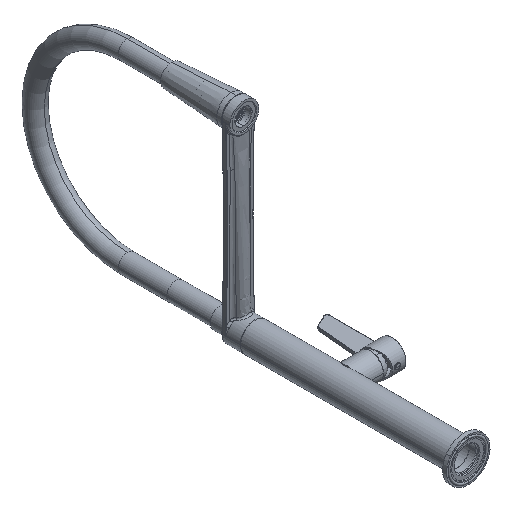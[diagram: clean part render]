
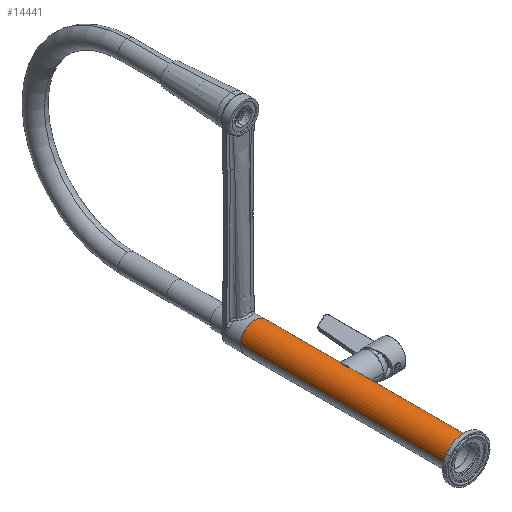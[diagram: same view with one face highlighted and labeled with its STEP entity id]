
A CAD part, isometric view. The second image highlights one B-rep face of the part: STEP entity #14441.
In plain terms, the highlighted cylindrical face has radius 18 mm (diameter 36 mm), a partial arc.
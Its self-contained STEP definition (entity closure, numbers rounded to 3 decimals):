
#452 = VERTEX_POINT ( 'NONE', #31355 ) ;
#994 = ORIENTED_EDGE ( 'NONE', *, *, #8574, .T. ) ;
#1518 = CARTESIAN_POINT ( 'NONE',  ( 8.264, 162.608, 15.991 ) ) ;
#1630 = CARTESIAN_POINT ( 'NONE',  ( 10.917, 169.19, 14.327 ) ) ;
#1733 = CARTESIAN_POINT ( 'NONE',  ( 9.799, 156.689, 15.102 ) ) ;
#1851 = CARTESIAN_POINT ( 'NONE',  ( 17.866, 146.15, 2.261 ) ) ;
#2102 = CARTESIAN_POINT ( 'NONE',  ( 0., 5., 0. ) ) ;
#2356 = ORIENTED_EDGE ( 'NONE', *, *, #7942, .F. ) ;
#3743 = EDGE_CURVE ( 'NONE', #24772, #12290, #11603, .T. ) ;
#4006 = CIRCLE ( 'NONE', #7404, 18. ) ;
#4051 = CARTESIAN_POINT ( 'NONE',  ( 8.37, 163.462, 15.936 ) ) ;
#4155 = CARTESIAN_POINT ( 'NONE',  ( 17.449, 177.378, 4.453 ) ) ;
#4253 = VERTEX_POINT ( 'NONE', #11636 ) ;
#4267 = CARTESIAN_POINT ( 'NONE',  ( 10.069, 156.211, 14.924 ) ) ;
#4379 = CARTESIAN_POINT ( 'NONE',  ( 17.864, 177.847, 2.282 ) ) ;
#4497 = CARTESIAN_POINT ( 'NONE',  ( 16.975, 176.838, 6.01 ) ) ;
#5356 = FACE_OUTER_BOUND ( 'NONE', #6030, .T. ) ;
#5399 = ORIENTED_EDGE ( 'NONE', *, *, #22490, .F. ) ;
#6030 = EDGE_LOOP ( 'NONE', ( #27933, #2356, #11462, #994, #12583, #5399 ) ) ;
#6297 = CARTESIAN_POINT ( 'NONE',  ( 18., 265., 0. ) ) ;
#6586 = CARTESIAN_POINT ( 'NONE',  ( 14.41, 150.175, 10.824 ) ) ;
#6693 = CARTESIAN_POINT ( 'NONE',  ( 8.302, 160.895, 15.972 ) ) ;
#6815 = CARTESIAN_POINT ( 'NONE',  ( 11.49, 153.98, 13.879 ) ) ;
#6920 = CARTESIAN_POINT ( 'NONE',  ( 8.247, 162.318, 15.999 ) ) ;
#7036 = CARTESIAN_POINT ( 'NONE',  ( 13.262, 151.61, 12.178 ) ) ;
#7404 = AXIS2_PLACEMENT_3D ( 'NONE', #28480, #26033, #11030 ) ;
#7942 = EDGE_CURVE ( 'NONE', #17318, #24772, #4006, .T. ) ;
#8407 = CARTESIAN_POINT ( 'NONE',  ( 18., 265., 0. ) ) ;
#8574 = EDGE_CURVE ( 'NONE', #18549, #4253, #17702, .T. ) ;
#9011 = DIRECTION ( 'NONE',  ( 0., -1., 0. ) ) ;
#9083 = CARTESIAN_POINT ( 'NONE',  ( 9.303, 157.672, 15.412 ) ) ;
#9194 = CARTESIAN_POINT ( 'NONE',  ( 8.537, 159.777, 15.847 ) ) ;
#9299 = CARTESIAN_POINT ( 'NONE',  ( 15.931, 148.369, 8.395 ) ) ;
#9412 = CARTESIAN_POINT ( 'NONE',  ( 9.076, 158.178, 15.546 ) ) ;
#9896 = CARTESIAN_POINT ( 'NONE',  ( -18., 5., 0. ) ) ;
#11030 = DIRECTION ( 'NONE',  ( 1., 0., 0. ) ) ;
#11170 = AXIS2_PLACEMENT_3D ( 'NONE', #2102, #17192, #12089 ) ;
#11462 = ORIENTED_EDGE ( 'NONE', *, *, #24613, .T. ) ;
#11514 = CARTESIAN_POINT ( 'NONE',  ( 11.505, 170.041, 13.867 ) ) ;
#11603 = LINE ( 'NONE', #24110, #25721 ) ;
#11611 = CARTESIAN_POINT ( 'NONE',  ( 13.556, 151.239, 11.851 ) ) ;
#11636 = CARTESIAN_POINT ( 'NONE',  ( 18., 5., 0. ) ) ;
#11723 = CARTESIAN_POINT ( 'NONE',  ( 10.094, 167.833, 14.907 ) ) ;
#11837 = CARTESIAN_POINT ( 'NONE',  ( 17.469, 146.599, 4.484 ) ) ;
#11950 = CARTESIAN_POINT ( 'NONE',  ( 8.707, 164.837, 15.756 ) ) ;
#12089 = DIRECTION ( 'NONE',  ( 1., 0., 0. ) ) ;
#12290 = VERTEX_POINT ( 'NONE', #29414 ) ;
#12583 = ORIENTED_EDGE ( 'NONE', *, *, #29398, .F. ) ;
#12683 = DIRECTION ( 'NONE',  ( 0., -1., 0. ) ) ;
#13354 = B_SPLINE_CURVE_WITH_KNOTS ( 'NONE', 3,
 ( #31498, #23666, #21248, #4379, #14120, #26615, #4155, #21766, #4497, #29507, #24409, #21875, #31705, #16623, #19242, #19019, #16730, #11514, #1630, #11723, #14228, #16841, #31928, #11950, #21671, #4051, #19136, #1518, #6920, #31813, #6693, #24192, #9194, #26722, #29281, #9412, #9083, #1733, #4267, #24522, #6815, #26945, #32025, #7036, #11611, #6586, #29177, #24301, #9299, #26834, #29396, #14443, #11837, #14332, #1851, #19364, #16951, #19469 ),
 .UNSPECIFIED., .F., .F.,
 ( 4, 2, 2, 2, 2, 2, 2, 2, 2, 2, 2, 2, 2, 2, 2, 2, 2, 2, 2, 2, 2, 2, 2, 2, 2, 2, 2, 2, 4 ),
 ( 0.107, 0.109, 0.111, 0.112, 0.114, 0.117, 0.119, 0.121, 0.124, 0.127, 0.129, 0.131, 0.133, 0.133, 0.134, 0.136, 0.137, 0.138, 0.139, 0.141, 0.144, 0.146, 0.148, 0.151, 0.153, 0.155, 0.158, 0.16, 0.161 ),
 .UNSPECIFIED. ) ;
#13929 = DIRECTION ( 'NONE',  ( 0., -1., 0. ) ) ;
#14120 = CARTESIAN_POINT ( 'NONE',  ( 17.784, 177.757, 2.835 ) ) ;
#14228 = CARTESIAN_POINT ( 'NONE',  ( 9.83, 167.367, 15.082 ) ) ;
#14332 = CARTESIAN_POINT ( 'NONE',  ( 17.786, 146.241, 2.823 ) ) ;
#14441 = ADVANCED_FACE ( 'NONE', ( #5356 ), #29702, .T. ) ;
#14443 = CARTESIAN_POINT ( 'NONE',  ( 17.164, 146.945, 5.525 ) ) ;
#15304 = CARTESIAN_POINT ( 'NONE',  ( -18., 265., 0. ) ) ;
#15640 = VECTOR ( 'NONE', #12683, 1000. ) ;
#16623 = CARTESIAN_POINT ( 'NONE',  ( 14.406, 173.814, 10.802 ) ) ;
#16730 = CARTESIAN_POINT ( 'NONE',  ( 12.695, 171.667, 12.787 ) ) ;
#16841 = CARTESIAN_POINT ( 'NONE',  ( 9.336, 166.398, 15.392 ) ) ;
#16951 = CARTESIAN_POINT ( 'NONE',  ( 18., 146., 0.569 ) ) ;
#17192 = DIRECTION ( 'NONE',  ( 0., 1., 0. ) ) ;
#17318 = VERTEX_POINT ( 'NONE', #25348 ) ;
#17702 = CIRCLE ( 'NONE', #11170, 18. ) ;
#18549 = VERTEX_POINT ( 'NONE', #9896 ) ;
#19019 = CARTESIAN_POINT ( 'NONE',  ( 13.283, 172.422, 12.18 ) ) ;
#19136 = CARTESIAN_POINT ( 'NONE',  ( 8.325, 163.18, 15.959 ) ) ;
#19242 = CARTESIAN_POINT ( 'NONE',  ( 14.13, 173.476, 11.16 ) ) ;
#19364 = CARTESIAN_POINT ( 'NONE',  ( 17.973, 146.03, 1.135 ) ) ;
#19469 = CARTESIAN_POINT ( 'NONE',  ( 18., 146., 0. ) ) ;
#21248 = CARTESIAN_POINT ( 'NONE',  ( 17.972, 177.968, 1.153 ) ) ;
#21671 = CARTESIAN_POINT ( 'NONE',  ( 8.543, 164.296, 15.844 ) ) ;
#21766 = CARTESIAN_POINT ( 'NONE',  ( 17.149, 177.036, 5.497 ) ) ;
#21875 = CARTESIAN_POINT ( 'NONE',  ( 15.205, 174.776, 9.646 ) ) ;
#22490 = EDGE_CURVE ( 'NONE', #12290, #452, #13354, .T. ) ;
#22525 = VECTOR ( 'NONE', #13929, 1000. ) ;
#23666 = CARTESIAN_POINT ( 'NONE',  ( 18., 178., 0.574 ) ) ;
#24110 = CARTESIAN_POINT ( 'NONE',  ( 18., 265., 0. ) ) ;
#24192 = CARTESIAN_POINT ( 'NONE',  ( 8.468, 160.056, 15.884 ) ) ;
#24301 = CARTESIAN_POINT ( 'NONE',  ( 15.694, 148.647, 8.828 ) ) ;
#24409 = CARTESIAN_POINT ( 'NONE',  ( 15.958, 175.666, 8.385 ) ) ;
#24522 = CARTESIAN_POINT ( 'NONE',  ( 10.901, 154.833, 14.34 ) ) ;
#24613 = EDGE_CURVE ( 'NONE', #17318, #18549, #29424, .T. ) ;
#24772 = VERTEX_POINT ( 'NONE', #8407 ) ;
#25348 = CARTESIAN_POINT ( 'NONE',  ( -18., 265., 0. ) ) ;
#25721 = VECTOR ( 'NONE', #9011, 1000. ) ;
#26033 = DIRECTION ( 'NONE',  ( 0., 1., 0. ) ) ;
#26615 = CARTESIAN_POINT ( 'NONE',  ( 17.577, 177.522, 3.92 ) ) ;
#26722 = CARTESIAN_POINT ( 'NONE',  ( 8.695, 159.231, 15.761 ) ) ;
#26834 = CARTESIAN_POINT ( 'NONE',  ( 16.379, 147.848, 7.483 ) ) ;
#26945 = CARTESIAN_POINT ( 'NONE',  ( 12.376, 152.767, 13.076 ) ) ;
#27398 = DIRECTION ( 'NONE',  ( 0., -1., 0. ) ) ;
#27723 = DIRECTION ( 'NONE',  ( -1., 0., 0. ) ) ;
#27933 = ORIENTED_EDGE ( 'NONE', *, *, #3743, .F. ) ;
#28480 = CARTESIAN_POINT ( 'NONE',  ( 0., 265., 0. ) ) ;
#29177 = CARTESIAN_POINT ( 'NONE',  ( 14.95, 149.527, 10.072 ) ) ;
#29233 = LINE ( 'NONE', #6297, #22525 ) ;
#29281 = CARTESIAN_POINT ( 'NONE',  ( 8.784, 158.964, 15.712 ) ) ;
#29396 = CARTESIAN_POINT ( 'NONE',  ( 16.591, 147.603, 7.002 ) ) ;
#29398 = EDGE_CURVE ( 'NONE', #452, #4253, #29233, .T. ) ;
#29414 = CARTESIAN_POINT ( 'NONE',  ( 18., 178., 0. ) ) ;
#29424 = LINE ( 'NONE', #15304, #15640 ) ;
#29507 = CARTESIAN_POINT ( 'NONE',  ( 16.406, 176.184, 7.48 ) ) ;
#29702 = CYLINDRICAL_SURFACE ( 'NONE', #30910, 18. ) ;
#30910 = AXIS2_PLACEMENT_3D ( 'NONE', #32583, #27398, #27723 ) ;
#31355 = CARTESIAN_POINT ( 'NONE',  ( 18., 146., 0. ) ) ;
#31498 = CARTESIAN_POINT ( 'NONE',  ( 18., 178., 0. ) ) ;
#31705 = CARTESIAN_POINT ( 'NONE',  ( 14.944, 174.464, 10.045 ) ) ;
#31813 = CARTESIAN_POINT ( 'NONE',  ( 8.244, 161.46, 16.001 ) ) ;
#31928 = CARTESIAN_POINT ( 'NONE',  ( 9.107, 165.895, 15.528 ) ) ;
#32025 = CARTESIAN_POINT ( 'NONE',  ( 12.672, 152.374, 12.79 ) ) ;
#32583 = CARTESIAN_POINT ( 'NONE',  ( 0., 265., 0. ) ) ;
